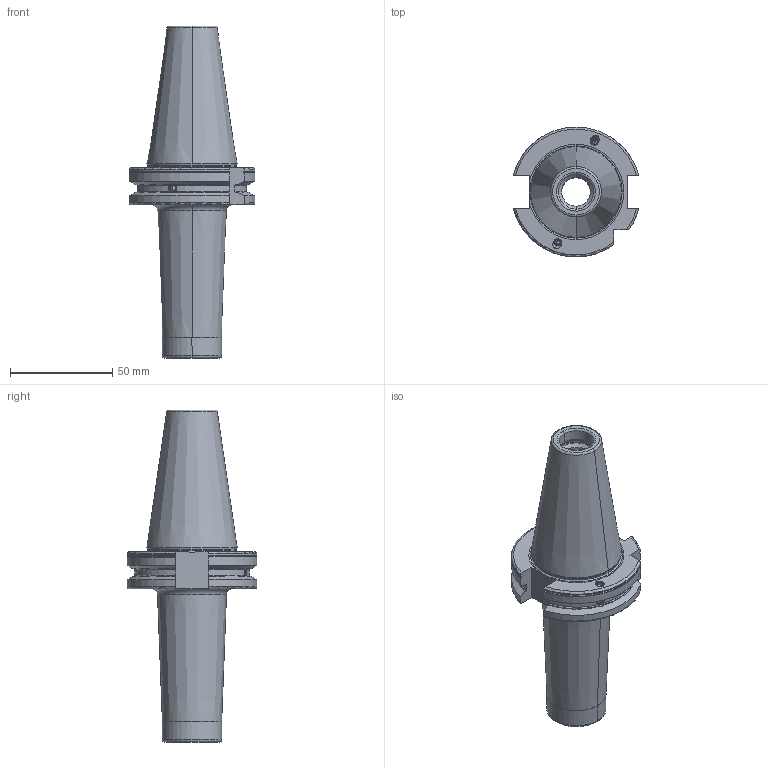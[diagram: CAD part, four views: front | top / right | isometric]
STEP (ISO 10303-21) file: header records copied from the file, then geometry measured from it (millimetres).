
FILE_DESCRIPTION((''),'2;1');
FILE_NAME('DC_403_06_16_2','2020-11-27T',('101107'),(''),'CREO PARAMETRIC BY PTC INC, 2016260','CREO PARAMETRIC BY PTC INC, 2016260','');
FILE_SCHEMA(('CONFIG_CONTROL_DESIGN'));
Length unit declared in the file: millimetre
Products named in the file (1): DC_403_06_16_2
Bounding box: 61.48 x 63.54 x 162.4 mm (x, y, z)
Volume: 146428.3 mm3; surface area: 31781.4 mm2
Topology: 1 solids, 7 shells, 266 faces, 626 edges, 367 vertices
Faces by surface type: cone 100, cylinder 62, plane 49, torus 47, sphere 8
Entity records: 8101 total; most frequent: CARTESIAN_POINT 2018, DIRECTION 1330, ORIENTED_EDGE 1224, EDGE_CURVE 612, AXIS2_PLACEMENT_3D 548, VERTEX_POINT 367, EDGE_LOOP 283, CIRCLE 279
